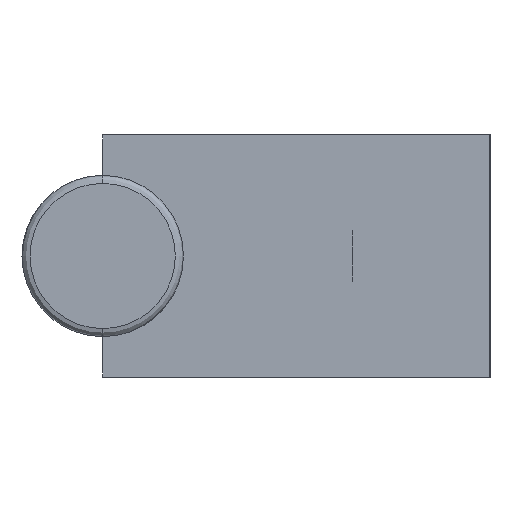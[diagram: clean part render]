
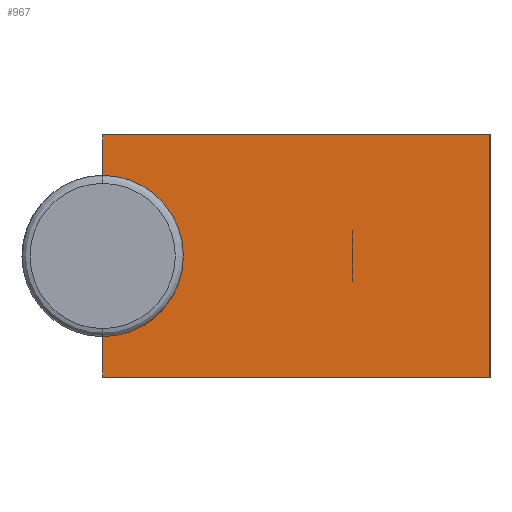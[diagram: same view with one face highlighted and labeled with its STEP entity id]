
A CAD part, left-side view. The second image highlights one B-rep face of the part: STEP entity #967.
In plain terms, the highlighted planar face has unit normal (-1, 0, 0).
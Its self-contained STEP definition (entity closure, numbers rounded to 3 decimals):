
#7 = DIRECTION ( 'NONE',  ( 1., 0., 0. ) ) ;
#38 = CARTESIAN_POINT ( 'NONE',  ( -591., 0., -7.5 ) ) ;
#76 = DIRECTION ( 'NONE',  ( 0., 0., 1. ) ) ;
#85 = CARTESIAN_POINT ( 'NONE',  ( -591., 24., -7.5 ) ) ;
#95 = DIRECTION ( 'NONE',  ( 0., -1., 0. ) ) ;
#134 = EDGE_LOOP ( 'NONE', ( #1113, #1046, #306, #881, #478, #388 ) ) ;
#147 = CARTESIAN_POINT ( 'NONE',  ( -591., 24., -7.5 ) ) ;
#205 = EDGE_CURVE ( 'NONE', #781, #553, #936, .T. ) ;
#267 = EDGE_CURVE ( 'NONE', #916, #545, #472, .T. ) ;
#281 = EDGE_CURVE ( 'NONE', #537, #545, #1282, .T. ) ;
#297 = AXIS2_PLACEMENT_3D ( 'NONE', #1286, #995, #671 ) ;
#306 = ORIENTED_EDGE ( 'NONE', *, *, #205, .F. ) ;
#373 = VECTOR ( 'NONE', #976, 1000. ) ;
#388 = ORIENTED_EDGE ( 'NONE', *, *, #281, .F. ) ;
#399 = VECTOR ( 'NONE', #95, 1000. ) ;
#472 = LINE ( 'NONE', #38, #910 ) ;
#478 = ORIENTED_EDGE ( 'NONE', *, *, #267, .T. ) ;
#537 = VERTEX_POINT ( 'NONE', #808 ) ;
#545 = VERTEX_POINT ( 'NONE', #1216 ) ;
#553 = VERTEX_POINT ( 'NONE', #1108 ) ;
#604 = LINE ( 'NONE', #85, #399 ) ;
#645 = CARTESIAN_POINT ( 'NONE',  ( -591., 24., -7.5 ) ) ;
#671 = DIRECTION ( 'NONE',  ( 0., 0., -1. ) ) ;
#678 = CARTESIAN_POINT ( 'NONE',  ( -591., 24., 5. ) ) ;
#731 = CARTESIAN_POINT ( 'NONE',  ( -591., 24., -7.5 ) ) ;
#742 = FACE_OUTER_BOUND ( 'NONE', #134, .T. ) ;
#762 = EDGE_CURVE ( 'NONE', #898, #553, #1288, .T. ) ;
#781 = VERTEX_POINT ( 'NONE', #1097 ) ;
#808 = CARTESIAN_POINT ( 'NONE',  ( -591., 24., 7.5 ) ) ;
#881 = ORIENTED_EDGE ( 'NONE', *, *, #1326, .T. ) ;
#898 = VERTEX_POINT ( 'NONE', #678 ) ;
#910 = VECTOR ( 'NONE', #1169, 1000. ) ;
#912 = VECTOR ( 'NONE', #76, 1000. ) ;
#916 = VERTEX_POINT ( 'NONE', #1091 ) ;
#936 = LINE ( 'NONE', #731, #373 ) ;
#960 = CARTESIAN_POINT ( 'NONE',  ( -591., 24., 7.5 ) ) ;
#967 = ADVANCED_FACE ( 'NONE', ( #742 ), #1045, .F. ) ;
#976 = DIRECTION ( 'NONE',  ( 0., 0., 1. ) ) ;
#995 = DIRECTION ( 'NONE',  ( 1., 0., 0. ) ) ;
#1045 = PLANE ( 'NONE',  #1278 ) ;
#1046 = ORIENTED_EDGE ( 'NONE', *, *, #762, .T. ) ;
#1051 = EDGE_CURVE ( 'NONE', #898, #537, #1063, .T. ) ;
#1063 = LINE ( 'NONE', #147, #912 ) ;
#1071 = DIRECTION ( 'NONE',  ( 0., -1., 0. ) ) ;
#1077 = VECTOR ( 'NONE', #1071, 1000. ) ;
#1091 = CARTESIAN_POINT ( 'NONE',  ( -591., 0., -7.5 ) ) ;
#1097 = CARTESIAN_POINT ( 'NONE',  ( -591., 24., -7.5 ) ) ;
#1108 = CARTESIAN_POINT ( 'NONE',  ( -591., 24., -5. ) ) ;
#1113 = ORIENTED_EDGE ( 'NONE', *, *, #1051, .F. ) ;
#1139 = DIRECTION ( 'NONE',  ( 0., 0., -1. ) ) ;
#1169 = DIRECTION ( 'NONE',  ( 0., 0., 1. ) ) ;
#1216 = CARTESIAN_POINT ( 'NONE',  ( -591., 0., 7.5 ) ) ;
#1278 = AXIS2_PLACEMENT_3D ( 'NONE', #645, #7, #1139 ) ;
#1282 = LINE ( 'NONE', #960, #1077 ) ;
#1286 = CARTESIAN_POINT ( 'NONE',  ( -591., 24., 0. ) ) ;
#1288 = CIRCLE ( 'NONE', #297, 5. ) ;
#1326 = EDGE_CURVE ( 'NONE', #781, #916, #604, .T. ) ;
